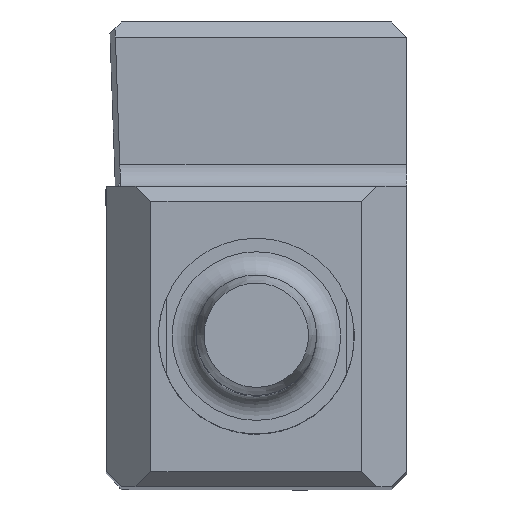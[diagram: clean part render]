
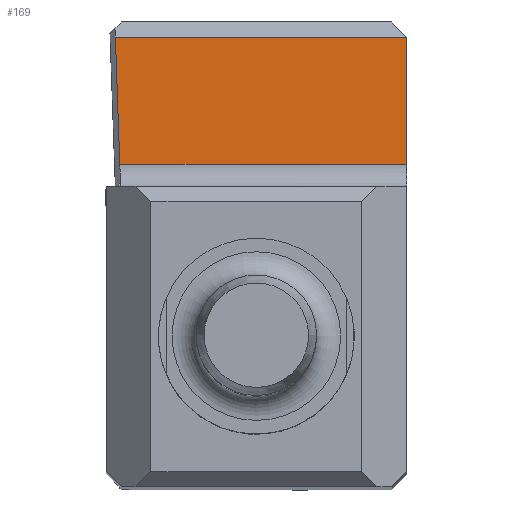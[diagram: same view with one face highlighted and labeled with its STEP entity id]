
A CAD part, top view. The second image highlights one B-rep face of the part: STEP entity #169.
In plain terms, the highlighted planar face has unit normal (0, 0, 1).
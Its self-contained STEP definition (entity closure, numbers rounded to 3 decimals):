
#169=ADVANCED_FACE('',(#263),#222,.F.);
#222=PLANE('',#1103);
#263=FACE_OUTER_BOUND('',#305,.T.);
#305=EDGE_LOOP('',(#419,#420,#421,#422));
#419=ORIENTED_EDGE('',*,*,#744,.T.);
#420=ORIENTED_EDGE('',*,*,#745,.T.);
#421=ORIENTED_EDGE('',*,*,#746,.T.);
#422=ORIENTED_EDGE('',*,*,#712,.F.);
#624=VERTEX_POINT('',#1483);
#625=VERTEX_POINT('',#1485);
#650=VERTEX_POINT('',#1549);
#651=VERTEX_POINT('',#1551);
#712=EDGE_CURVE('',#624,#625,#835,.T.);
#744=EDGE_CURVE('',#624,#650,#862,.T.);
#745=EDGE_CURVE('',#650,#651,#863,.T.);
#746=EDGE_CURVE('',#651,#625,#864,.T.);
#835=LINE('',#1484,#935);
#862=LINE('',#1548,#962);
#863=LINE('',#1550,#963);
#864=LINE('',#1552,#964);
#935=VECTOR('',#1200,1.);
#962=VECTOR('',#1251,1.);
#963=VECTOR('',#1252,1.);
#964=VECTOR('',#1253,1.);
#1103=AXIS2_PLACEMENT_3D('',#1553,#1254,#1255);
#1200=DIRECTION('',(0.,-1.,0.));
#1251=DIRECTION('',(-1.,0.,0.));
#1252=DIRECTION('',(0.035,-0.999,0.));
#1253=DIRECTION('',(1.,0.,0.));
#1254=DIRECTION('',(0.,0.,-1.));
#1255=DIRECTION('',(0.,-1.,0.));
#1483=CARTESIAN_POINT('',(9.975,15.,-41.));
#1484=CARTESIAN_POINT('',(9.975,15.5,-41.));
#1485=CARTESIAN_POINT('',(9.975,10.775,-41.));
#1548=CARTESIAN_POINT('',(9.975,15.,-41.));
#1549=CARTESIAN_POINT('',(0.307,15.,-41.));
#1550=CARTESIAN_POINT('',(0.668,4.662,-41.));
#1551=CARTESIAN_POINT('',(0.454,10.775,-41.));
#1552=CARTESIAN_POINT('',(9.975,10.775,-41.));
#1553=CARTESIAN_POINT('',(9.975,4.988,-41.));
